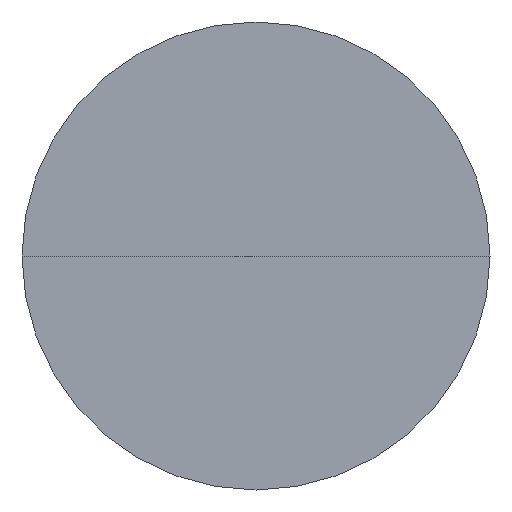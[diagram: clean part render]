
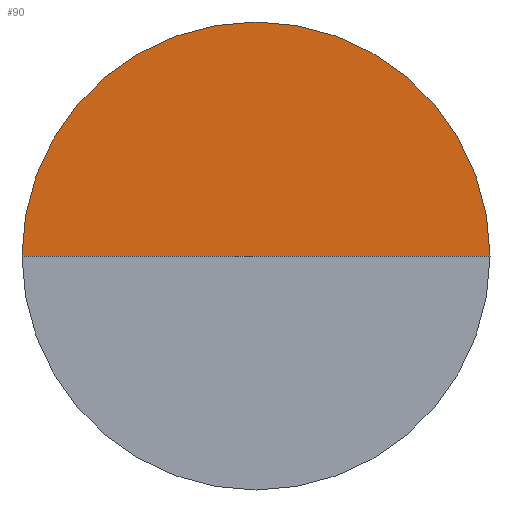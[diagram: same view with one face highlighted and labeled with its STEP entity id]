
A CAD part, front view. The second image highlights one B-rep face of the part: STEP entity #90.
In plain terms, the highlighted planar face has unit normal (0, -1, 0).
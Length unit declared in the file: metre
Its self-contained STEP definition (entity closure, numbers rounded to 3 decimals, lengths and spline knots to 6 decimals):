
#3 = AXIS2_PLACEMENT_3D ( 'NONE', #159, #136, #63 ) ;
#22 = DIRECTION ( 'NONE',  ( 0., 0., 1. ) ) ;
#23 = CARTESIAN_POINT ( 'NONE',  ( 0.00195, -0.05, 0. ) ) ;
#31 = ORIENTED_EDGE ( 'NONE', *, *, #56, .F. ) ;
#46 = EDGE_CURVE ( 'NONE', #172, #145, #273, .T. ) ;
#52 = ORIENTED_EDGE ( 'NONE', *, *, #46, .T. ) ;
#56 = EDGE_CURVE ( 'NONE', #108, #145, #232, .T. ) ;
#58 = VECTOR ( 'NONE', #186, 1. ) ;
#63 = DIRECTION ( 'NONE',  ( 0., 0., 1. ) ) ;
#86 = AXIS2_PLACEMENT_3D ( 'NONE', #308, #182, #276 ) ;
#90 = ADVANCED_FACE ( 'NONE', ( #227 ), #210, .F. ) ;
#91 = CARTESIAN_POINT ( 'NONE',  ( 0., -0.05, 0. ) ) ;
#108 = VERTEX_POINT ( 'NONE', #260 ) ;
#114 = CARTESIAN_POINT ( 'NONE',  ( -0.00195, -0.05, 0. ) ) ;
#117 = EDGE_CURVE ( 'NONE', #172, #108, #162, .T. ) ;
#136 = DIRECTION ( 'NONE',  ( 0., 1., 0. ) ) ;
#141 = CARTESIAN_POINT ( 'NONE',  ( -0.00195, -0.05, 0. ) ) ;
#145 = VERTEX_POINT ( 'NONE', #23 ) ;
#151 = ORIENTED_EDGE ( 'NONE', *, *, #117, .F. ) ;
#159 = CARTESIAN_POINT ( 'NONE',  ( 0., -0.05, 0. ) ) ;
#162 = CIRCLE ( 'NONE', #174, 0.00195 ) ;
#172 = VERTEX_POINT ( 'NONE', #141 ) ;
#174 = AXIS2_PLACEMENT_3D ( 'NONE', #91, #234, #22 ) ;
#182 = DIRECTION ( 'NONE',  ( 0., 1., 0. ) ) ;
#186 = DIRECTION ( 'NONE',  ( 1., 0., 0. ) ) ;
#198 = EDGE_LOOP ( 'NONE', ( #52, #31, #151 ) ) ;
#210 = PLANE ( 'NONE',  #86 ) ;
#227 = FACE_OUTER_BOUND ( 'NONE', #198, .T. ) ;
#232 = CIRCLE ( 'NONE', #3, 0.00195 ) ;
#234 = DIRECTION ( 'NONE',  ( 0., 1., 0. ) ) ;
#260 = CARTESIAN_POINT ( 'NONE',  ( 0., -0.05, 0.00195 ) ) ;
#273 = LINE ( 'NONE', #114, #58 ) ;
#276 = DIRECTION ( 'NONE',  ( 0., 0., 1. ) ) ;
#308 = CARTESIAN_POINT ( 'NONE',  ( 0., -0.05, 0. ) ) ;
